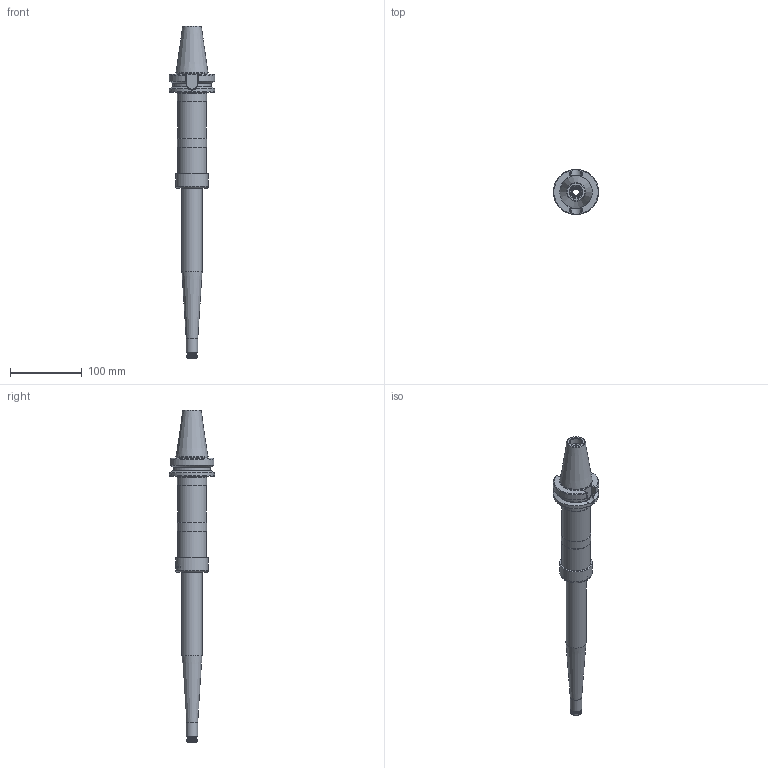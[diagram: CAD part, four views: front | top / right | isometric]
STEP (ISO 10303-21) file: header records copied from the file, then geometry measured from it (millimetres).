
FILE_DESCRIPTION(/* description */ (''),/* implementation_level */ '2;1');
FILE_NAME(/* name */ '884171230.stp',/* time_stamp */ '2023-03-15T12:04:39',/* author */ ('Ratnasingam Jekanthan'),/* organization */ ('REGO-FIX'),/* preprocessor_version */ ' Unknown',/* originating_system */ 'SIEMENS PLM Software Solid Edge ST10',/* authorization */ 'Unknown');
FILE_SCHEMA (('AUTOMOTIVE_DESIGN { 1 0 10303 214 2 1 1}'));
Length unit declared in the file: millimetre
Products named in the file (1): NOCUT
Bounding box: 63 x 63 x 461.4 mm (x, y, z)
Volume: 368387.3 mm3; surface area: 77274.2 mm2
Topology: 1 solids, 2 shells, 153 faces, 352 edges, 216 vertices
Faces by surface type: plane 52, cone 38, cylinder 36, torus 25, bspline 2
Full cylindrical faces by diameter (mm): 9 x1, 10 x2, 13 x1, 13.835 x2, 16 x2, 17 x1, 23.8 x1, 24.7 x1, 25 x1, 28 x1, 29 x1, 33 x1, 34 x1, 38.376 x1, 40 x2, 40.05 x1, 40.5 x2, 43.3 x1, 45.65 x1, 63 x1
Entity records: 5020 total; most frequent: CARTESIAN_POINT 849, DIRECTION 664, ORIENTED_EDGE 518, AXIS2_PLACEMENT_3D 296, EDGE_CURVE 259, EDGE_LOOP 246, FACE_BOUND 246, VERTEX_POINT 199
